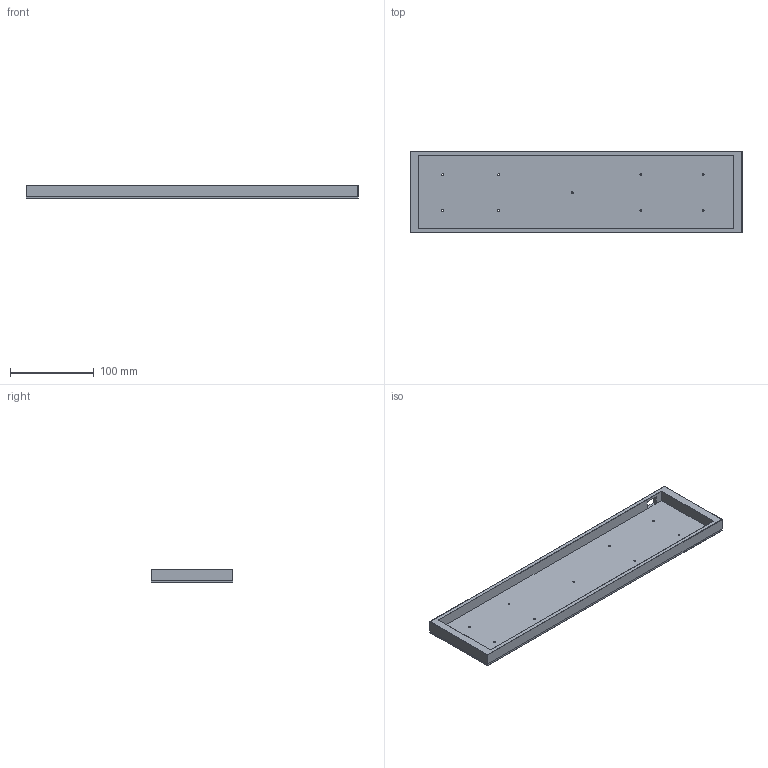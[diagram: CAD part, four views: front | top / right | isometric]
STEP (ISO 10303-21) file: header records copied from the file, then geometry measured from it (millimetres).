
FILE_DESCRIPTION(('FreeCAD Model'),'2;1');
FILE_NAME('Open CASCADE Shape Model','2024-01-11T23:19:30',(''),(''), 'Open CASCADE STEP processor 7.6','FreeCAD','Unknown');
FILE_SCHEMA(('AUTOMOTIVE_DESIGN { 1 0 10303 214 1 1 1 1 }'));
Length unit declared in the file: millimetre
Products named in the file (1): Fillet
Bounding box: 397 x 97.5 x 16.1 mm (x, y, z)
Volume: 173587.2 mm3; surface area: 105765.7 mm2
Topology: 1 solids, 1 shells, 57 faces, 138 edges, 74 vertices
Faces by surface type: cylinder 29, plane 20, sphere 8
Full cylindrical faces by diameter (mm): 2.2 x9
Entity records: 3368 total; most frequent: CARTESIAN_POINT 718, DIRECTION 490, LINE 274, VECTOR 274, ORIENTED_EDGE 260, PCURVE 260, DEFINITIONAL_REPRESENTATION 260, EDGE_CURVE 130
